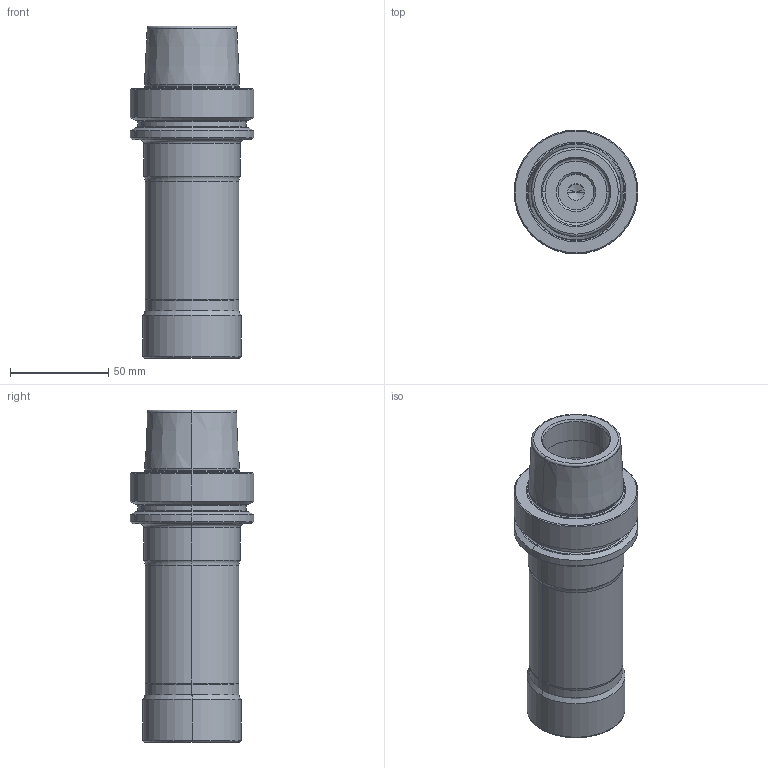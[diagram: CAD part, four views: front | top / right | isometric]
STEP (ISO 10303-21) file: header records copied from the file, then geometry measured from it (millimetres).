
FILE_DESCRIPTION(/* description */ (''),/* implementation_level */ '2;1');
FILE_NAME(/* name */ 'AXD7000R05003A-H63A_MR0_8.stp',/* time_stamp */ '2021-02-02T08:17:10+09:00',/* author */ (''),/* organization */ (''),/* preprocessor_version */ 'ST-DEVELOPER v16',/* originating_system */ 'SIEMENS PLM Software NX 10.0',/* authorisation */ '');
FILE_SCHEMA (('AUTOMOTIVE_DESIGN { 1 0 10303 214 3 1 1 1 }'));
Length unit declared in the file: millimetre
Products named in the file (1): AXD7000R05003A-H63A_MR0_8_ASM
Bounding box: 63 x 63 x 168.9 mm (x, y, z)
Volume: 306725.7 mm3; surface area: 49499.9 mm2
Topology: 2 solids, 2 shells, 118 faces, 261 edges, 167 vertices
Faces by surface type: cone 42, torus 34, cylinder 30, plane 12
Entity records: 3396 total; most frequent: DIRECTION 691, CARTESIAN_POINT 531, ORIENTED_EDGE 492, AXIS2_PLACEMENT_3D 305, EDGE_CURVE 246, CIRCLE 176, VERTEX_POINT 142, EDGE_LOOP 130
